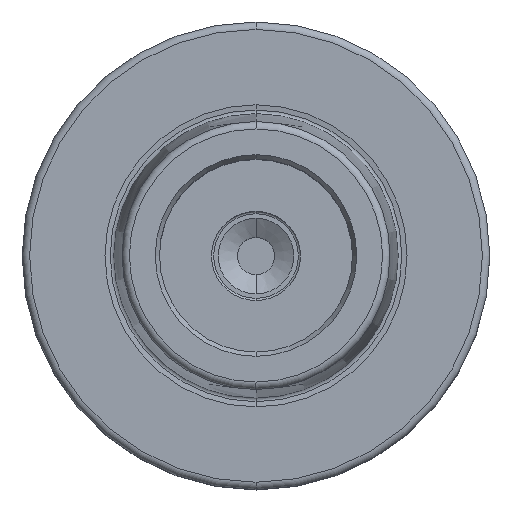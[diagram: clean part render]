
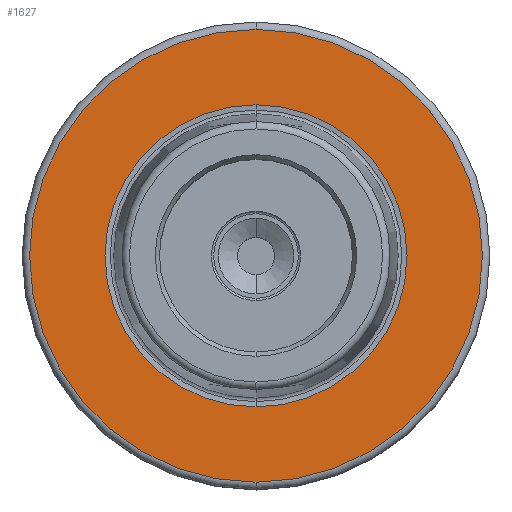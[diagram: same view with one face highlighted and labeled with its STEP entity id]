
A CAD part, top view. The second image highlights one B-rep face of the part: STEP entity #1627.
In plain terms, the highlighted planar face has unit normal (0, 0, 1).
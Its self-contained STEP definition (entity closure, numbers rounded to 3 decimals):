
#168=CARTESIAN_POINT('',(0,0,26));
#169=DIRECTION('',(0,0,1));
#170=DIRECTION('',(0,1,0));
#171=AXIS2_PLACEMENT_3D('',#168,#169,#170);
#173=CARTESIAN_POINT('',(0,0,26));
#174=DIRECTION('',(0,0,1));
#175=DIRECTION('',(0,-1,0));
#176=AXIS2_PLACEMENT_3D('',#173,#174,#175);
#186=CARTESIAN_POINT('',(0,0,26));
#187=DIRECTION('',(0,0,1));
#188=DIRECTION('',(0,1,0));
#189=AXIS2_PLACEMENT_3D('',#186,#187,#188);
#191=CARTESIAN_POINT('',(0,0,26));
#192=DIRECTION('',(0,0,-1));
#193=DIRECTION('',(0,1,0));
#194=AXIS2_PLACEMENT_3D('',#191,#192,#193);
#1145=CARTESIAN_POINT('',(0,20.344,26));
#1147=VERTEX_POINT('',#1145);
#1175=CARTESIAN_POINT('',(0,-20.344,26));
#1177=VERTEX_POINT('',#1175);
#1221=CARTESIAN_POINT('',(0,30.5,26));
#1222=CARTESIAN_POINT('',(0,-30.5,26));
#1223=VERTEX_POINT('',#1221);
#1224=VERTEX_POINT('',#1222);
#1611=CARTESIAN_POINT('',(0,0,26));
#1612=DIRECTION('',(0,0,-1));
#1613=DIRECTION('',(0,-1,0));
#1614=AXIS2_PLACEMENT_3D('',#1611,#1612,#1613);
#1615=PLANE('',#1614);
#1617=ORIENTED_EDGE('',*,*,#1616,.F.);
#1618=ORIENTED_EDGE('',*,*,#1601,.F.);
#1619=EDGE_LOOP('',(#1617,#1618));
#1620=FACE_OUTER_BOUND('',#1619,.F.);
#1622=ORIENTED_EDGE('',*,*,#1621,.T.);
#1624=ORIENTED_EDGE('',*,*,#1623,.F.);
#1625=EDGE_LOOP('',(#1622,#1624));
#1626=FACE_BOUND('',#1625,.F.);
#1627=ADVANCED_FACE('',(#1620,#1626),#1615,.F.);
#172=CIRCLE('',#171,30.5);
#177=CIRCLE('',#176,30.5);
#190=CIRCLE('',#189,20.344);
#195=CIRCLE('',#194,20.344);
#1601=EDGE_CURVE('',#1224,#1223,#177,.T.);
#1616=EDGE_CURVE('',#1223,#1224,#172,.T.);
#1621=EDGE_CURVE('',#1147,#1177,#190,.T.);
#1623=EDGE_CURVE('',#1147,#1177,#195,.T.);
